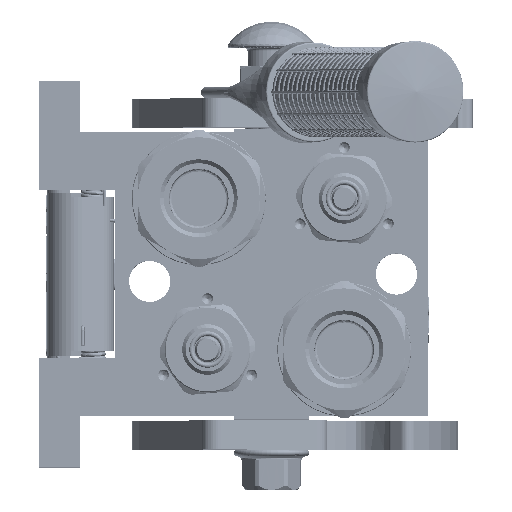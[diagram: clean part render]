
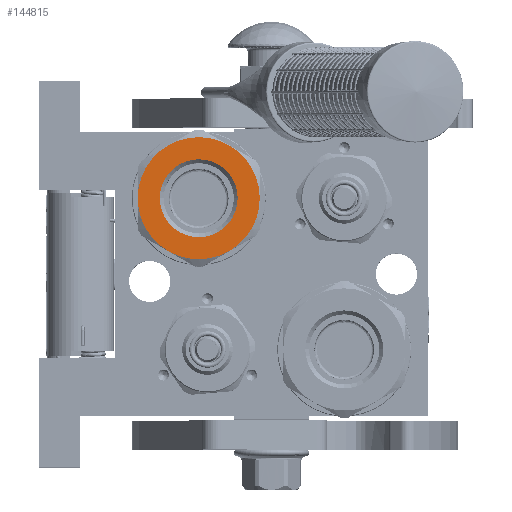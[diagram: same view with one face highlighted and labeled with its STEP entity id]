
A CAD part, top view. The second image highlights one B-rep face of the part: STEP entity #144815.
In plain terms, the highlighted face is planar.
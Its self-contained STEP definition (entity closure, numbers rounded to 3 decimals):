
#2121 = CARTESIAN_POINT ( 'NONE',  ( 100.6, -13.4, 0. ) ) ;
#2306 = VERTEX_POINT ( 'NONE', #186642 ) ;
#4086 = DIRECTION ( 'NONE',  ( 0., 0.5, 0.866 ) ) ;
#4635 = CARTESIAN_POINT ( 'NONE',  ( 100.6, 0., 0. ) ) ;
#6395 = AXIS2_PLACEMENT_3D ( 'NONE', #136999, #173388, #26610 ) ;
#14094 = DIRECTION ( 'NONE',  ( -1., 0., 0. ) ) ;
#16306 = ORIENTED_EDGE ( 'NONE', *, *, #123308, .T. ) ;
#17415 = FACE_BOUND ( 'NONE', #83994, .T. ) ;
#22861 = ORIENTED_EDGE ( 'NONE', *, *, #124509, .T. ) ;
#26610 = DIRECTION ( 'NONE',  ( 0., -1., 0. ) ) ;
#27938 = CIRCLE ( 'NONE', #71254, 13.4 ) ;
#28466 = CARTESIAN_POINT ( 'NONE',  ( 100.6, 0., 0. ) ) ;
#29953 = DIRECTION ( 'NONE',  ( 0., -0.5, 0.866 ) ) ;
#37836 = VERTEX_POINT ( 'NONE', #2121 ) ;
#38696 = CIRCLE ( 'NONE', #6395, 13.4 ) ;
#41346 = EDGE_CURVE ( 'NONE', #154864, #174817, #207241, .T. ) ;
#41879 = CARTESIAN_POINT ( 'NONE',  ( 100.6, 10.5, 18.187 ) ) ;
#45691 = CARTESIAN_POINT ( 'NONE',  ( 100.6, -10.5, -18.187 ) ) ;
#46401 = VERTEX_POINT ( 'NONE', #92121 ) ;
#50394 = EDGE_CURVE ( 'NONE', #37836, #2306, #38696, .T. ) ;
#58101 = EDGE_CURVE ( 'NONE', #154864, #166926, #122308, .T. ) ;
#61242 = CARTESIAN_POINT ( 'NONE',  ( 100.6, 0., 0. ) ) ;
#63464 = AXIS2_PLACEMENT_3D ( 'NONE', #103042, #202634, #71012 ) ;
#71012 = DIRECTION ( 'NONE',  ( 0., 0.5, 0.866 ) ) ;
#71254 = AXIS2_PLACEMENT_3D ( 'NONE', #61242, #14094, #161599 ) ;
#71904 = EDGE_CURVE ( 'NONE', #182199, #46401, #182703, .T. ) ;
#72447 = CIRCLE ( 'NONE', #183578, 21. ) ;
#77448 = DIRECTION ( 'NONE',  ( 1., 0., 0. ) ) ;
#82044 = ORIENTED_EDGE ( 'NONE', *, *, #71904, .T. ) ;
#83994 = EDGE_LOOP ( 'NONE', ( #193928, #156395 ) ) ;
#84098 = DIRECTION ( 'NONE',  ( 0., 0.5, 0.866 ) ) ;
#89450 = VERTEX_POINT ( 'NONE', #195332 ) ;
#92121 = CARTESIAN_POINT ( 'NONE',  ( 100.6, 10.5, -18.187 ) ) ;
#102376 = EDGE_CURVE ( 'NONE', #166926, #46401, #149724, .T. ) ;
#103042 = CARTESIAN_POINT ( 'NONE',  ( 100.6, 0., 0. ) ) ;
#103243 = FACE_OUTER_BOUND ( 'NONE', #163288, .T. ) ;
#106660 = CIRCLE ( 'NONE', #153130, 21. ) ;
#112684 = DIRECTION ( 'NONE',  ( 0., 0., 1. ) ) ;
#122308 = CIRCLE ( 'NONE', #201142, 21. ) ;
#123308 = EDGE_CURVE ( 'NONE', #186809, #89450, #166542, .T. ) ;
#124509 = EDGE_CURVE ( 'NONE', #174817, #186809, #72447, .T. ) ;
#126741 = EDGE_CURVE ( 'NONE', #2306, #37836, #27938, .T. ) ;
#127239 = PLANE ( 'NONE',  #184093 ) ;
#129319 = ORIENTED_EDGE ( 'NONE', *, *, #58101, .F. ) ;
#129428 = CARTESIAN_POINT ( 'NONE',  ( 100.6, 0., 0. ) ) ;
#133350 = AXIS2_PLACEMENT_3D ( 'NONE', #129428, #213694, #29953 ) ;
#136999 = CARTESIAN_POINT ( 'NONE',  ( 100.6, 0., 0. ) ) ;
#143887 = CARTESIAN_POINT ( 'NONE',  ( 100.6, 21., 0. ) ) ;
#144667 = DIRECTION ( 'NONE',  ( -1., 0., 0. ) ) ;
#144815 = ADVANCED_FACE ( 'NONE', ( #103243, #17415 ), #127239, .F. ) ;
#145754 = AXIS2_PLACEMENT_3D ( 'NONE', #212593, #77448, #210452 ) ;
#146485 = ORIENTED_EDGE ( 'NONE', *, *, #41346, .T. ) ;
#149724 = CIRCLE ( 'NONE', #175355, 21. ) ;
#151638 = DIRECTION ( 'NONE',  ( 1., 0., 0. ) ) ;
#153130 = AXIS2_PLACEMENT_3D ( 'NONE', #206472, #156324, #208600 ) ;
#154864 = VERTEX_POINT ( 'NONE', #41879 ) ;
#155106 = CARTESIAN_POINT ( 'NONE',  ( 100.6, 0., 0. ) ) ;
#156324 = DIRECTION ( 'NONE',  ( 1., 0., 0. ) ) ;
#156395 = ORIENTED_EDGE ( 'NONE', *, *, #126741, .T. ) ;
#157380 = ORIENTED_EDGE ( 'NONE', *, *, #211674, .T. ) ;
#161599 = DIRECTION ( 'NONE',  ( 0., 1., 0. ) ) ;
#163288 = EDGE_LOOP ( 'NONE', ( #16306, #157380, #82044, #214495, #129319, #146485, #22861 ) ) ;
#166542 = CIRCLE ( 'NONE', #133350, 21. ) ;
#166926 = VERTEX_POINT ( 'NONE', #143887 ) ;
#169640 = DIRECTION ( 'NONE',  ( -1., 0., 0. ) ) ;
#170211 = DIRECTION ( 'NONE',  ( -1., 0., 0. ) ) ;
#173388 = DIRECTION ( 'NONE',  ( -1., 0., 0. ) ) ;
#174817 = VERTEX_POINT ( 'NONE', #215314 ) ;
#175355 = AXIS2_PLACEMENT_3D ( 'NONE', #4635, #170211, #188353 ) ;
#182199 = VERTEX_POINT ( 'NONE', #45691 ) ;
#182481 = CARTESIAN_POINT ( 'NONE',  ( 100.6, -10.5, 18.187 ) ) ;
#182703 = CIRCLE ( 'NONE', #145754, 21. ) ;
#182929 = CARTESIAN_POINT ( 'NONE',  ( 100.6, 0., 0. ) ) ;
#183578 = AXIS2_PLACEMENT_3D ( 'NONE', #182929, #151638, #84098 ) ;
#184093 = AXIS2_PLACEMENT_3D ( 'NONE', #28466, #144667, #112684 ) ;
#186642 = CARTESIAN_POINT ( 'NONE',  ( 100.6, 13.4, 0. ) ) ;
#186809 = VERTEX_POINT ( 'NONE', #182481 ) ;
#188353 = DIRECTION ( 'NONE',  ( 0., 1., 0. ) ) ;
#193928 = ORIENTED_EDGE ( 'NONE', *, *, #50394, .T. ) ;
#195332 = CARTESIAN_POINT ( 'NONE',  ( 100.6, -21., 0. ) ) ;
#201142 = AXIS2_PLACEMENT_3D ( 'NONE', #155106, #169640, #4086 ) ;
#202634 = DIRECTION ( 'NONE',  ( 1., 0., 0. ) ) ;
#206472 = CARTESIAN_POINT ( 'NONE',  ( 100.6, 0., 0. ) ) ;
#207241 = CIRCLE ( 'NONE', #63464, 21. ) ;
#208600 = DIRECTION ( 'NONE',  ( 0., -1., 0. ) ) ;
#210452 = DIRECTION ( 'NONE',  ( 0., -0.5, -0.866 ) ) ;
#211674 = EDGE_CURVE ( 'NONE', #89450, #182199, #106660, .T. ) ;
#212593 = CARTESIAN_POINT ( 'NONE',  ( 100.6, 0., 0. ) ) ;
#213694 = DIRECTION ( 'NONE',  ( 1., 0., 0. ) ) ;
#214495 = ORIENTED_EDGE ( 'NONE', *, *, #102376, .F. ) ;
#215314 = CARTESIAN_POINT ( 'NONE',  ( 100.6, 0., 21. ) ) ;
